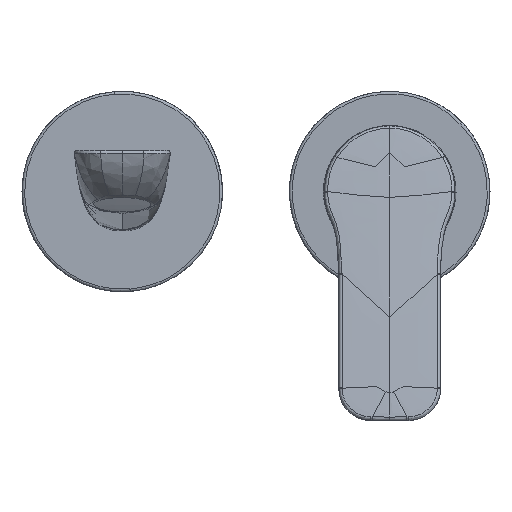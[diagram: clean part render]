
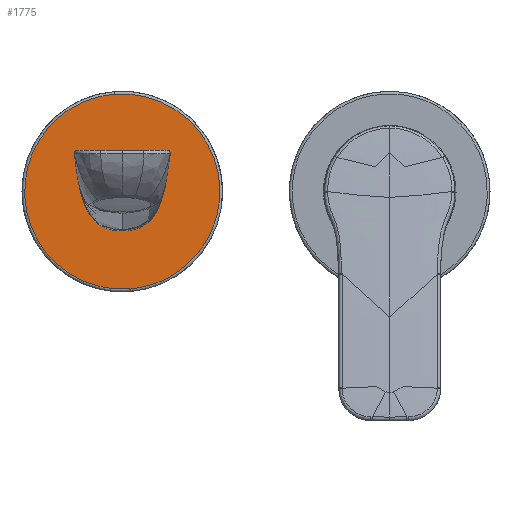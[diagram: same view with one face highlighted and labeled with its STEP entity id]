
A CAD part, top view. The second image highlights one B-rep face of the part: STEP entity #1775.
In plain terms, the highlighted planar face has unit normal (0, 0, 1).
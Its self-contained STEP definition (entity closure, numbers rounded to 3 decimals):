
#445 = EDGE_CURVE ( 'NONE', #12109, #10267, #13685, .T. ) ;
#643 = EDGE_CURVE ( 'NONE', #10267, #12109, #11294, .T. ) ;
#1155 = CARTESIAN_POINT ( 'NONE',  ( -2.87, 36.387, 8. ) ) ;
#1775 = ADVANCED_FACE ( 'NONE', ( #11314 ), #14711, .F. ) ;
#1970 = CARTESIAN_POINT ( 'NONE',  ( 2.87, -36.387, 8. ) ) ;
#2197 = AXIS2_PLACEMENT_3D ( 'NONE', #7258, #15966, #14661 ) ;
#3372 = ORIENTED_EDGE ( 'NONE', *, *, #643, .F. ) ;
#3548 = EDGE_LOOP ( 'NONE', ( #3984, #3372 ) ) ;
#3984 = ORIENTED_EDGE ( 'NONE', *, *, #445, .F. ) ;
#5705 = CARTESIAN_POINT ( 'NONE',  ( 75.644, -30.647, 8. ) ) ;
#6875 = CARTESIAN_POINT ( 'NONE',  ( 69.904, 42.127, 8. ) ) ;
#7192 = CARTESIAN_POINT ( 'NONE',  ( 2.87, -36.387, 8. ) ) ;
#7258 = CARTESIAN_POINT ( 'NONE',  ( -7.165, 10.967, 8. ) ) ;
#10267 = VERTEX_POINT ( 'NONE', #1155 ) ;
#11294 =( BOUNDED_CURVE ( )  B_SPLINE_CURVE ( 3, ( #15476, #6875, #5705, #1970 ),
 .UNSPECIFIED., .F., .T. ) 
 B_SPLINE_CURVE_WITH_KNOTS ( ( 4, 4 ),
 ( 0., 1. ),
 .UNSPECIFIED. ) 
 CURVE ( )  GEOMETRIC_REPRESENTATION_ITEM ( )  RATIONAL_B_SPLINE_CURVE ( ( 1., 0.333, 0.333, 1. ) ) 
 REPRESENTATION_ITEM ( '' )  );
#11314 = FACE_OUTER_BOUND ( 'NONE', #3548, .T. ) ;
#12109 = VERTEX_POINT ( 'NONE', #7192 ) ;
#12177 = CARTESIAN_POINT ( 'NONE',  ( -69.904, -42.127, 8. ) ) ;
#13216 = CARTESIAN_POINT ( 'NONE',  ( -2.87, 36.387, 8. ) ) ;
#13685 =( BOUNDED_CURVE ( )  B_SPLINE_CURVE ( 3, ( #14624, #12177, #15705, #13216 ),
 .UNSPECIFIED., .F., .T. ) 
 B_SPLINE_CURVE_WITH_KNOTS ( ( 4, 4 ),
 ( 0., 1. ),
 .UNSPECIFIED. ) 
 CURVE ( )  GEOMETRIC_REPRESENTATION_ITEM ( )  RATIONAL_B_SPLINE_CURVE ( ( 1., 0.333, 0.333, 1. ) ) 
 REPRESENTATION_ITEM ( '' )  );
#14624 = CARTESIAN_POINT ( 'NONE',  ( 2.87, -36.387, 8. ) ) ;
#14661 = DIRECTION ( 'NONE',  ( -0.547, 0.837, 0. ) ) ;
#14711 = PLANE ( 'NONE',  #2197 ) ;
#15476 = CARTESIAN_POINT ( 'NONE',  ( -2.87, 36.387, 8. ) ) ;
#15705 = CARTESIAN_POINT ( 'NONE',  ( -75.644, 30.647, 8. ) ) ;
#15966 = DIRECTION ( 'NONE',  ( 0., 0., -1. ) ) ;
